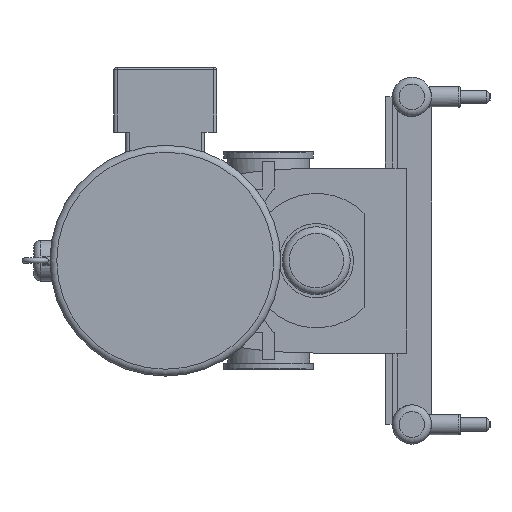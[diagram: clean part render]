
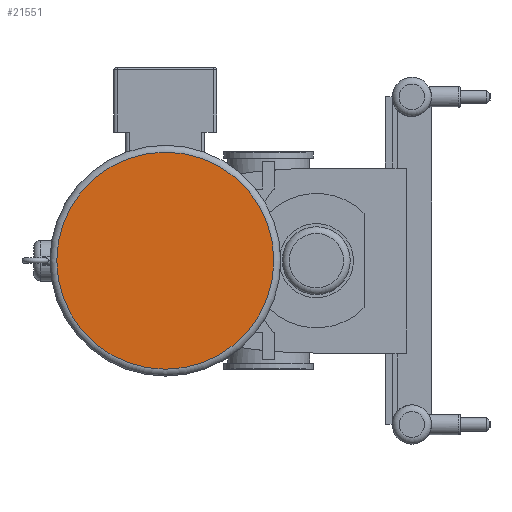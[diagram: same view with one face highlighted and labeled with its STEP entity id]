
A CAD part, left-side view. The second image highlights one B-rep face of the part: STEP entity #21551.
In plain terms, the highlighted planar face has unit normal (-1, 0, 0).
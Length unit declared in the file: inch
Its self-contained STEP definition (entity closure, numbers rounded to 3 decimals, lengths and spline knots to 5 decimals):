
#868=CIRCLE('',#23007,7.955);
#869=CIRCLE('',#23008,7.955);
#1977=PLANE('',#23010);
#2767=FACE_OUTER_BOUND('',#3999,.T.);
#3999=EDGE_LOOP('',(#16146,#16147));
#9542=VERTEX_POINT('',#33653);
#9543=VERTEX_POINT('',#33655);
#12014=EDGE_CURVE('',#9542,#9543,#868,.T.);
#12015=EDGE_CURVE('',#9543,#9542,#869,.T.);
#16146=ORIENTED_EDGE('',*,*,#12015,.F.);
#16147=ORIENTED_EDGE('',*,*,#12014,.F.);
#21551=ADVANCED_FACE('',(#2767),#1977,.T.);
#23007=AXIS2_PLACEMENT_3D('',#33656,#26404,#26405);
#23008=AXIS2_PLACEMENT_3D('',#33657,#26406,#26407);
#23010=AXIS2_PLACEMENT_3D('',#33659,#26410,#26411);
#26404=DIRECTION('center_axis',(1.,0.,0.));
#26405=DIRECTION('ref_axis',(0.,0.,
1.));
#26406=DIRECTION('center_axis',(1.,0.,0.));
#26407=DIRECTION('ref_axis',(0.,0.,
1.));
#26410=DIRECTION('center_axis',(-1.,0.,0.));
#26411=DIRECTION('ref_axis',(0.,1.,0.));
#33653=CARTESIAN_POINT('',(-69.81,15.518,0.));
#33655=CARTESIAN_POINT('',(-69.81,7.563,-7.955));
#33656=CARTESIAN_POINT('Origin',(-69.81,7.563,0.));
#33657=CARTESIAN_POINT('Origin',(-69.81,7.563,0.));
#33659=CARTESIAN_POINT('Origin',(-69.81,7.563,-8.455));
